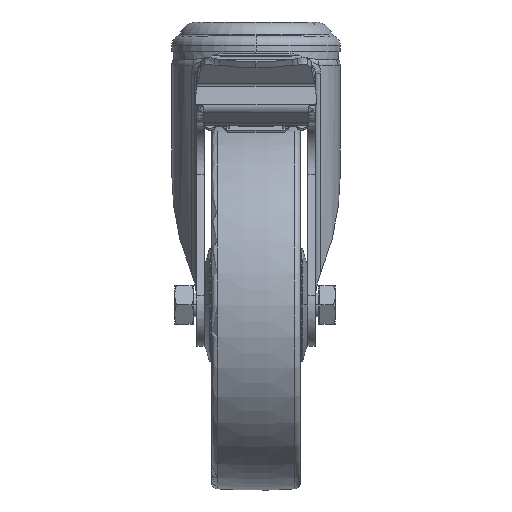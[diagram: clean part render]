
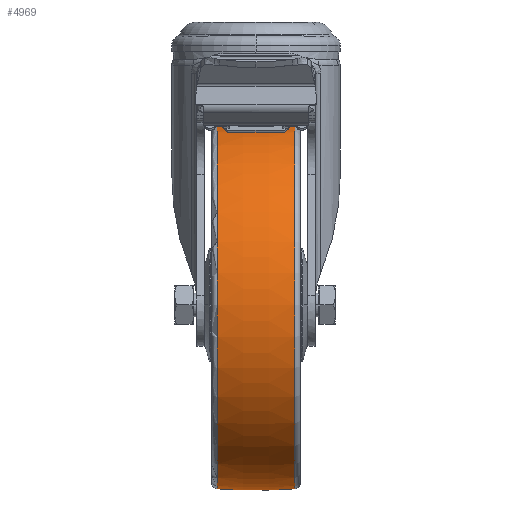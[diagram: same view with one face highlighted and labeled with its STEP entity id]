
A CAD part, top view. The second image highlights one B-rep face of the part: STEP entity #4969.
In plain terms, the highlighted toroidal (fillet/blend) face has major radius 137.5 mm and minor radius 200 mm.
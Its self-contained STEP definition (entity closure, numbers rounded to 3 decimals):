
#3495 = DIRECTION ( 'NONE',  ( 0., 1., 0. ) ) ;
#4969 = ADVANCED_FACE ( 'NONE', ( #40728 ), #33693, .T. ) ;
#6773 = AXIS2_PLACEMENT_3D ( 'NONE', #26401, #78696, #33933 ) ;
#14605 = EDGE_LOOP ( 'NONE', ( #25273, #44253, #30722, #27725 ) ) ;
#15619 = AXIS2_PLACEMENT_3D ( 'NONE', #92052, #78712, #33949 ) ;
#23649 = CIRCLE ( 'NONE', #35683, 200. ) ;
#25273 = ORIENTED_EDGE ( 'NONE', *, *, #92458, .F. ) ;
#25610 = DIRECTION ( 'NONE',  ( 0., 0., 1. ) ) ;
#26401 = CARTESIAN_POINT ( 'NONE',  ( -13.131, 0., 0. ) ) ;
#26599 = CARTESIAN_POINT ( 'NONE',  ( 0., 137.5, 0. ) ) ;
#27725 = ORIENTED_EDGE ( 'NONE', *, *, #52408, .F. ) ;
#28525 = CIRCLE ( 'NONE', #31217, 200. ) ;
#30722 = ORIENTED_EDGE ( 'NONE', *, *, #84014, .F. ) ;
#31217 = AXIS2_PLACEMENT_3D ( 'NONE', #26599, #78918, #34160 ) ;
#31962 = VERTEX_POINT ( 'NONE', #60646 ) ;
#33257 = VERTEX_POINT ( 'NONE', #37715 ) ;
#33411 = EDGE_CURVE ( 'NONE', #33257, #48950, #23649, .T. ) ;
#33693 = TOROIDAL_SURFACE ( 'NONE', #15619, -137.5, 200. ) ;
#33933 = DIRECTION ( 'NONE',  ( 0., -1., 0. ) ) ;
#33949 = DIRECTION ( 'NONE',  ( 0., -1., 0. ) ) ;
#34160 = DIRECTION ( 'NONE',  ( -1., 0., 0. ) ) ;
#35683 = AXIS2_PLACEMENT_3D ( 'NONE', #70402, #25610, #77900 ) ;
#36288 = VERTEX_POINT ( 'NONE', #52321 ) ;
#37715 = CARTESIAN_POINT ( 'NONE',  ( 13.131, 62.068, 0. ) ) ;
#40253 = CIRCLE ( 'NONE', #6773, 62.068 ) ;
#40728 = FACE_OUTER_BOUND ( 'NONE', #14605, .T. ) ;
#44253 = ORIENTED_EDGE ( 'NONE', *, *, #33411, .T. ) ;
#48205 = DIRECTION ( 'NONE',  ( 1., 0., 0. ) ) ;
#48950 = VERTEX_POINT ( 'NONE', #76084 ) ;
#52321 = CARTESIAN_POINT ( 'NONE',  ( -13.131, -62.068, 0. ) ) ;
#52408 = EDGE_CURVE ( 'NONE', #31962, #36288, #28525, .T. ) ;
#60646 = CARTESIAN_POINT ( 'NONE',  ( 13.131, -62.068, 0. ) ) ;
#70402 = CARTESIAN_POINT ( 'NONE',  ( 0., -137.5, 0. ) ) ;
#76084 = CARTESIAN_POINT ( 'NONE',  ( -13.131, 62.068, 0. ) ) ;
#77900 = DIRECTION ( 'NONE',  ( 0., -1., 0. ) ) ;
#78423 = CIRCLE ( 'NONE', #94494, 62.068 ) ;
#78696 = DIRECTION ( 'NONE',  ( -1., 0., 0. ) ) ;
#78712 = DIRECTION ( 'NONE',  ( -1., 0., 0. ) ) ;
#78918 = DIRECTION ( 'NONE',  ( 0., 0., -1. ) ) ;
#84014 = EDGE_CURVE ( 'NONE', #36288, #48950, #40253, .T. ) ;
#92052 = CARTESIAN_POINT ( 'NONE',  ( 0., 0., 0. ) ) ;
#92458 = EDGE_CURVE ( 'NONE', #33257, #31962, #78423, .T. ) ;
#92931 = CARTESIAN_POINT ( 'NONE',  ( 13.131, 0., 0. ) ) ;
#94494 = AXIS2_PLACEMENT_3D ( 'NONE', #92931, #48205, #3495 ) ;
